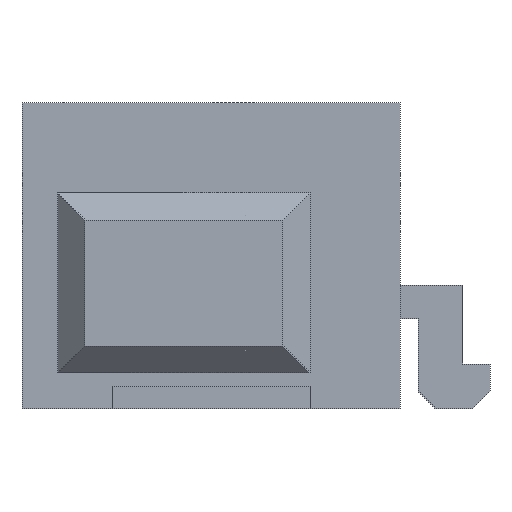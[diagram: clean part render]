
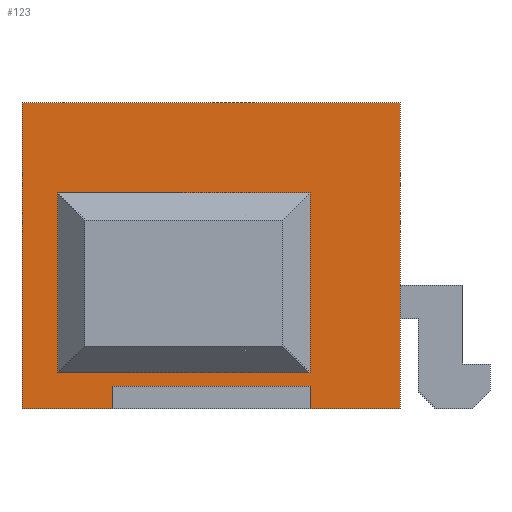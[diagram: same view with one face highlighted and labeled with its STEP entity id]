
A CAD part, front view. The second image highlights one B-rep face of the part: STEP entity #123.
In plain terms, the highlighted planar face has unit normal (0, -1, 0).
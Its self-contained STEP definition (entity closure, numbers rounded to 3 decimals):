
#13=DIRECTION('',(0.,0.,1.));
#14=DIRECTION('',(1.,0.,0.));
#49=VERTEX_POINT('',#50);
#50=CARTESIAN_POINT('',(-1.7,-4.,2.4));
#54=DIRECTION('',(0.,1.,0.));
#60=VECTOR('',#14,1.);
#63=VERTEX_POINT('',#64);
#64=CARTESIAN_POINT('',(1.1,-4.,2.4));
#67=ORIENTED_EDGE('',*,*,#68,.F.);
#68=EDGE_CURVE('',#49,#63,#69,.T.);
#69=LINE('',#70,#60);
#70=CARTESIAN_POINT('',(-1.9,-4.,2.4));
#81=VECTOR('',#13,1.);
#84=VERTEX_POINT('',#85);
#85=CARTESIAN_POINT('',(-1.7,-4.,0.4));
#89=EDGE_CURVE('',#49,#84,#90,.T.);
#90=LINE('',#91,#92);
#91=CARTESIAN_POINT('',(-1.7,-4.,0.2));
#92=VECTOR('',#93,1.);
#93=DIRECTION('',(0.,0.,-1.));
#123=ADVANCED_FACE('',(#124,#146),#159,.F.);
#124=FACE_BOUND('',#125,.F.);
#125=EDGE_LOOP('',(#126,#133,#138,#143));
#126=ORIENTED_EDGE('',*,*,#127,.F.);
#127=EDGE_CURVE('',#128,#130,#132,.T.);
#128=VERTEX_POINT('',#129);
#129=CARTESIAN_POINT('',(-2.1,-4.,0.));
#130=VERTEX_POINT('',#131);
#131=CARTESIAN_POINT('',(2.1,-4.,0.));
#132=LINE('',#129,#60);
#133=ORIENTED_EDGE('',*,*,#134,.T.);
#134=EDGE_CURVE('',#128,#135,#137,.T.);
#135=VERTEX_POINT('',#136);
#136=CARTESIAN_POINT('',(-2.1,-4.,3.4));
#137=LINE('',#129,#81);
#138=ORIENTED_EDGE('',*,*,#139,.T.);
#139=EDGE_CURVE('',#135,#140,#142,.T.);
#140=VERTEX_POINT('',#141);
#141=CARTESIAN_POINT('',(2.1,-4.,3.4));
#142=LINE('',#136,#60);
#143=ORIENTED_EDGE('',*,*,#144,.F.);
#144=EDGE_CURVE('',#130,#140,#145,.T.);
#145=LINE('',#131,#81);
#146=FACE_BOUND('',#147,.F.);
#147=EDGE_LOOP('',(#67,#148,#149,#155));
#148=ORIENTED_EDGE('',*,*,#89,.T.);
#149=ORIENTED_EDGE('',*,*,#150,.T.);
#150=EDGE_CURVE('',#84,#151,#153,.T.);
#151=VERTEX_POINT('',#152);
#152=CARTESIAN_POINT('',(1.1,-4.,0.4));
#153=LINE('',#154,#60);
#154=CARTESIAN_POINT('',(-1.9,-4.,0.4));
#155=ORIENTED_EDGE('',*,*,#156,.F.);
#156=EDGE_CURVE('',#63,#151,#157,.T.);
#157=LINE('',#158,#92);
#158=CARTESIAN_POINT('',(1.1,-4.,0.2));
#159=PLANE('',#160);
#160=AXIS2_PLACEMENT_3D('',#129,#54,#13);
